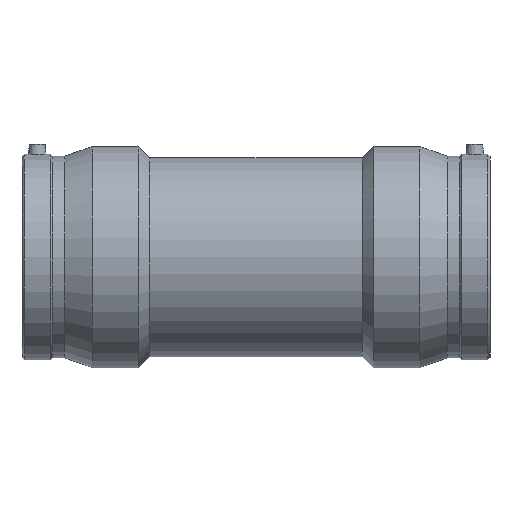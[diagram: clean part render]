
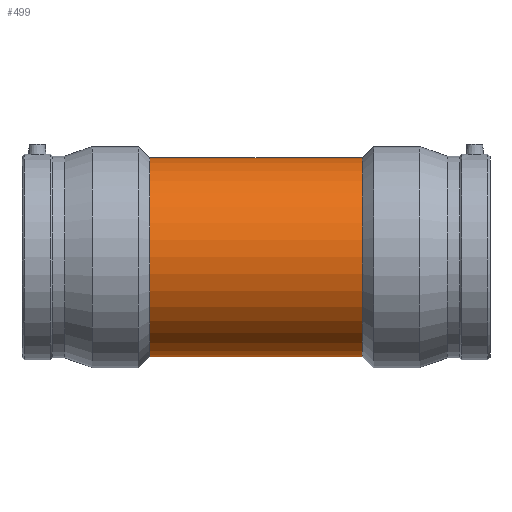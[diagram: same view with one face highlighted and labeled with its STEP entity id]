
A CAD part, top view. The second image highlights one B-rep face of the part: STEP entity #499.
In plain terms, the highlighted cylindrical face has radius 93.6 mm (diameter 187.2 mm), a full revolution.
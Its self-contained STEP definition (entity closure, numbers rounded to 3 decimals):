
#30=B_SPLINE_CURVE_WITH_KNOTS('',3,(#865,#866,#867,#868,#869,#870,#871,
#872,#873,#874,#875,#876,#877,#878,#879,#880,#881,#882,#883,#884,#885,#886,
#887,#888,#889,#890,#891,#892,#893,#894,#895,#896,#897,#898,#899,#900,#901,
#902,#903,#904,#905,#906,#907,#908,#909,#910,#911,#912,#913,#914,#915,#916,
#917,#918,#919,#920,#921,#922,#923,#924,#925,#926,#927,#928,#929,#930),
 .UNSPECIFIED.,.T.,.F.,(4,2,2,2,2,2,2,2,2,2,2,2,2,2,2,2,2,2,2,2,2,2,2,2,
2,2,2,2,2,2,2,2,4),(0.,1.304,2.609,3.913,
5.218,6.504,7.789,9.075,10.361,
11.647,12.932,14.218,15.504,16.808,
18.113,19.417,20.722,22.026,23.331,
24.635,25.94,27.225,28.511,29.797,
31.083,32.368,33.654,34.94,36.225,
37.53,38.834,40.139,41.443),
 .UNSPECIFIED.);
#69=FACE_BOUND('',#187,.T.);
#70=FACE_BOUND('',#188,.T.);
#117=FACE_OUTER_BOUND('',#186,.T.);
#186=EDGE_LOOP('',(#412));
#187=EDGE_LOOP('',(#413));
#188=EDGE_LOOP('',(#414));
#251=CIRCLE('',#568,93.6);
#252=CIRCLE('',#570,93.6);
#276=VERTEX_POINT('',#864);
#297=VERTEX_POINT('',#1058);
#298=VERTEX_POINT('',#1061);
#322=EDGE_CURVE('',#276,#276,#30,.T.);
#343=EDGE_CURVE('',#297,#297,#251,.T.);
#344=EDGE_CURVE('',#298,#298,#252,.T.);
#412=ORIENTED_EDGE('',*,*,#343,.T.);
#413=ORIENTED_EDGE('',*,*,#322,.T.);
#414=ORIENTED_EDGE('',*,*,#344,.F.);
#465=CYLINDRICAL_SURFACE('',#569,93.6);
#499=ADVANCED_FACE('',(#117,#69,#70),#465,.T.);
#568=AXIS2_PLACEMENT_3D('',#1059,#704,#705);
#569=AXIS2_PLACEMENT_3D('',#1060,#706,#707);
#570=AXIS2_PLACEMENT_3D('',#1062,#708,#709);
#704=DIRECTION('center_axis',(1.,0.,0.));
#705=DIRECTION('ref_axis',(0.,0.,-1.));
#706=DIRECTION('center_axis',(1.,0.,0.));
#707=DIRECTION('ref_axis',(0.,1.,0.));
#708=DIRECTION('center_axis',(1.,0.,0.));
#709=DIRECTION('ref_axis',(0.,0.,-1.));
#864=CARTESIAN_POINT('',(0.,-65.625,-66.741));
#865=CARTESIAN_POINT('Ctrl Pts',(0.,-65.625,-66.741));
#866=CARTESIAN_POINT('Ctrl Pts',(4.348,-65.625,-66.741));
#867=CARTESIAN_POINT('Ctrl Pts',(8.747,-65.187,-67.179));
#868=CARTESIAN_POINT('Ctrl Pts',(17.35,-63.442,-68.83));
#869=CARTESIAN_POINT('Ctrl Pts',(21.556,-62.135,-70.036));
#870=CARTESIAN_POINT('Ctrl Pts',(29.547,-58.758,-72.893));
#871=CARTESIAN_POINT('Ctrl Pts',(33.339,-56.684,-74.541));
#872=CARTESIAN_POINT('Ctrl Pts',(40.342,-51.933,-77.926));
#873=CARTESIAN_POINT('Ctrl Pts',(43.553,-49.255,-79.66));
#874=CARTESIAN_POINT('Ctrl Pts',(49.214,-43.594,-82.892));
#875=CARTESIAN_POINT('Ctrl Pts',(51.884,-40.405,-84.516));
#876=CARTESIAN_POINT('Ctrl Pts',(56.648,-33.401,-87.521));
#877=CARTESIAN_POINT('Ctrl Pts',(58.741,-29.584,-88.9));
#878=CARTESIAN_POINT('Ctrl Pts',(62.145,-21.535,-91.185));
#879=CARTESIAN_POINT('Ctrl Pts',(63.458,-17.294,-92.091));
#880=CARTESIAN_POINT('Ctrl Pts',(65.198,-8.669,-93.299));
#881=CARTESIAN_POINT('Ctrl Pts',(65.625,-4.286,-93.6));
#882=CARTESIAN_POINT('Ctrl Pts',(65.625,4.286,-93.6));
#883=CARTESIAN_POINT('Ctrl Pts',(65.198,8.669,-93.299));
#884=CARTESIAN_POINT('Ctrl Pts',(63.458,17.294,-92.091));
#885=CARTESIAN_POINT('Ctrl Pts',(62.145,21.535,-91.185));
#886=CARTESIAN_POINT('Ctrl Pts',(58.741,29.584,-88.9));
#887=CARTESIAN_POINT('Ctrl Pts',(56.648,33.401,-87.521));
#888=CARTESIAN_POINT('Ctrl Pts',(51.884,40.405,-84.516));
#889=CARTESIAN_POINT('Ctrl Pts',(49.214,43.594,-82.892));
#890=CARTESIAN_POINT('Ctrl Pts',(43.553,49.255,-79.66));
#891=CARTESIAN_POINT('Ctrl Pts',(40.342,51.933,-77.926));
#892=CARTESIAN_POINT('Ctrl Pts',(33.339,56.684,-74.541));
#893=CARTESIAN_POINT('Ctrl Pts',(29.547,58.758,-72.893));
#894=CARTESIAN_POINT('Ctrl Pts',(21.556,62.135,-70.036));
#895=CARTESIAN_POINT('Ctrl Pts',(17.35,63.442,-68.83));
#896=CARTESIAN_POINT('Ctrl Pts',(8.747,65.187,-67.179));
#897=CARTESIAN_POINT('Ctrl Pts',(4.348,65.625,-66.741));
#898=CARTESIAN_POINT('Ctrl Pts',(-4.348,65.625,-66.741));
#899=CARTESIAN_POINT('Ctrl Pts',(-8.747,65.187,-67.179));
#900=CARTESIAN_POINT('Ctrl Pts',(-17.35,63.442,-68.83));
#901=CARTESIAN_POINT('Ctrl Pts',(-21.556,62.135,-70.036));
#902=CARTESIAN_POINT('Ctrl Pts',(-29.547,58.758,-72.893));
#903=CARTESIAN_POINT('Ctrl Pts',(-33.339,56.684,-74.541));
#904=CARTESIAN_POINT('Ctrl Pts',(-40.342,51.933,-77.926));
#905=CARTESIAN_POINT('Ctrl Pts',(-43.553,49.255,-79.66));
#906=CARTESIAN_POINT('Ctrl Pts',(-49.214,43.594,-82.892));
#907=CARTESIAN_POINT('Ctrl Pts',(-51.884,40.405,-84.516));
#908=CARTESIAN_POINT('Ctrl Pts',(-56.648,33.401,-87.521));
#909=CARTESIAN_POINT('Ctrl Pts',(-58.741,29.584,-88.9));
#910=CARTESIAN_POINT('Ctrl Pts',(-62.145,21.535,-91.185));
#911=CARTESIAN_POINT('Ctrl Pts',(-63.458,17.294,-92.091));
#912=CARTESIAN_POINT('Ctrl Pts',(-65.198,8.669,-93.299));
#913=CARTESIAN_POINT('Ctrl Pts',(-65.625,4.286,-93.6));
#914=CARTESIAN_POINT('Ctrl Pts',(-65.625,-4.286,-93.6));
#915=CARTESIAN_POINT('Ctrl Pts',(-65.198,-8.669,-93.299));
#916=CARTESIAN_POINT('Ctrl Pts',(-63.458,-17.294,-92.091));
#917=CARTESIAN_POINT('Ctrl Pts',(-62.145,-21.535,-91.185));
#918=CARTESIAN_POINT('Ctrl Pts',(-58.741,-29.584,-88.9));
#919=CARTESIAN_POINT('Ctrl Pts',(-56.648,-33.401,-87.521));
#920=CARTESIAN_POINT('Ctrl Pts',(-51.884,-40.405,-84.516));
#921=CARTESIAN_POINT('Ctrl Pts',(-49.214,-43.594,-82.892));
#922=CARTESIAN_POINT('Ctrl Pts',(-43.553,-49.255,-79.66));
#923=CARTESIAN_POINT('Ctrl Pts',(-40.342,-51.933,-77.926));
#924=CARTESIAN_POINT('Ctrl Pts',(-33.339,-56.684,-74.541));
#925=CARTESIAN_POINT('Ctrl Pts',(-29.547,-58.758,-72.893));
#926=CARTESIAN_POINT('Ctrl Pts',(-21.556,-62.135,-70.036));
#927=CARTESIAN_POINT('Ctrl Pts',(-17.35,-63.442,-68.83));
#928=CARTESIAN_POINT('Ctrl Pts',(-8.747,-65.187,-67.179));
#929=CARTESIAN_POINT('Ctrl Pts',(-4.348,-65.625,-66.741));
#930=CARTESIAN_POINT('Ctrl Pts',(0.,-65.625,-66.741));
#1058=CARTESIAN_POINT('',(-100.1,93.6,0.));
#1059=CARTESIAN_POINT('Origin',(-100.1,0.,0.));
#1060=CARTESIAN_POINT('Origin',(0.,0.,0.));
#1061=CARTESIAN_POINT('',(100.1,93.6,0.));
#1062=CARTESIAN_POINT('Origin',(100.1,0.,0.));
